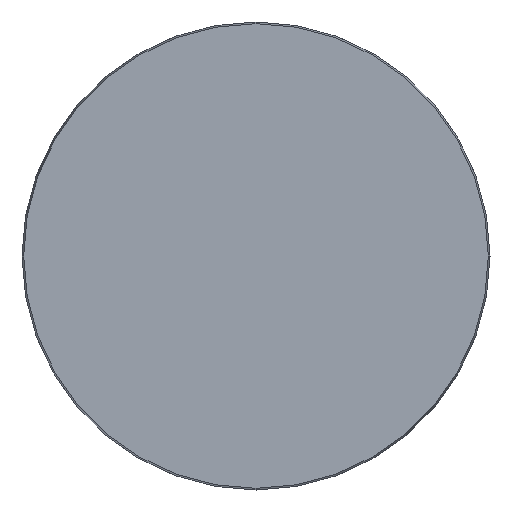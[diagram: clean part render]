
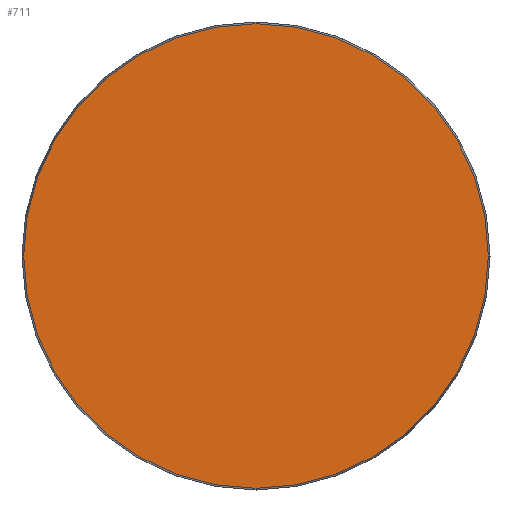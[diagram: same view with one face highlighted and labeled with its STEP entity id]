
A CAD part, front view. The second image highlights one B-rep face of the part: STEP entity #711.
In plain terms, the highlighted planar face has unit normal (0, -1, 0).
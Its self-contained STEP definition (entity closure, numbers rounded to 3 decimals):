
#13 = AXIS2_PLACEMENT_3D ( 'NONE', #459, #318, #557 ) ;
#75 = DIRECTION ( 'NONE',  ( 0., 1., 0. ) ) ;
#92 = EDGE_CURVE ( 'NONE', #417, #417, #285, .T. ) ;
#185 = FACE_OUTER_BOUND ( 'NONE', #723, .T. ) ;
#190 = CARTESIAN_POINT ( 'NONE',  ( 0., 0., -78.425 ) ) ;
#237 = ORIENTED_EDGE ( 'NONE', *, *, #92, .T. ) ;
#285 = CIRCLE ( 'NONE', #13, 78.425 ) ;
#318 = DIRECTION ( 'NONE',  ( 0., -1., 0. ) ) ;
#417 = VERTEX_POINT ( 'NONE', #190 ) ;
#459 = CARTESIAN_POINT ( 'NONE',  ( 0., 0., 0. ) ) ;
#477 = AXIS2_PLACEMENT_3D ( 'NONE', #657, #75, #731 ) ;
#557 = DIRECTION ( 'NONE',  ( 0., 0., -1. ) ) ;
#601 = PLANE ( 'NONE',  #477 ) ;
#657 = CARTESIAN_POINT ( 'NONE',  ( -78.425, 0., 0. ) ) ;
#711 = ADVANCED_FACE ( 'NONE', ( #185 ), #601, .F. ) ;
#723 = EDGE_LOOP ( 'NONE', ( #237 ) ) ;
#731 = DIRECTION ( 'NONE',  ( 0., 0., 1. ) ) ;
